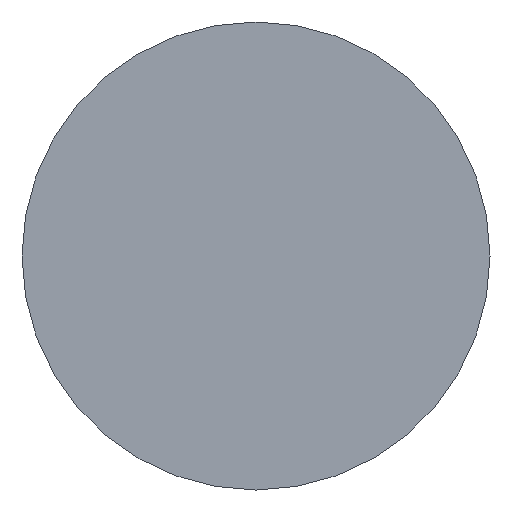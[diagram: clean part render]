
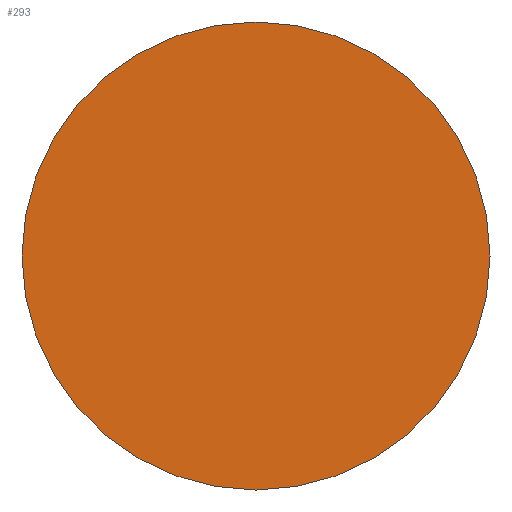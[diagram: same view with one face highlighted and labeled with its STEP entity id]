
A CAD part, front view. The second image highlights one B-rep face of the part: STEP entity #293.
In plain terms, the highlighted planar face has unit normal (0, -1, 0).
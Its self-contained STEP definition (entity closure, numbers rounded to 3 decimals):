
#229=VERTEX_POINT('',#535);
#269=VERTEX_POINT('',#580);
#275=EDGE_CURVE('',#229,#269,#586,.T.);
#279=EDGE_CURVE('',#269,#229,#591,.T.);
#293=ADVANCED_FACE('',(#607),#608,.T.);
#535=CARTESIAN_POINT('',(-7.5,-20.0,0.0));
#580=CARTESIAN_POINT('',(7.5,-20.0,0.));
#586=CIRCLE('',#960,7.5);
#591=CIRCLE('',#966,7.5);
#607=FACE_OUTER_BOUND('',#986,.T.);
#608=PLANE('',#987);
#960=AXIS2_PLACEMENT_3D('',#1349,#1350,#1351);
#966=AXIS2_PLACEMENT_3D('',#1360,#1361,#1362);
#986=EDGE_LOOP('',(#1387,#1388));
#987=AXIS2_PLACEMENT_3D('',#1389,#1390,#1391);
#1349=CARTESIAN_POINT('',(0.,-20.0,0.0));
#1350=DIRECTION('',(0.,-1.0,0.0));
#1351=DIRECTION('',(-1.0,0.,0.0));
#1360=CARTESIAN_POINT('',(0.,-20.0,0.0));
#1361=DIRECTION('',(0.,-1.0,0.0));
#1362=DIRECTION('',(-1.0,0.,0.0));
#1387=ORIENTED_EDGE('',*,*,#275,.T.);
#1388=ORIENTED_EDGE('',*,*,#279,.T.);
#1389=CARTESIAN_POINT('',(0.,-20.0,0.0));
#1390=DIRECTION('',(0.,-1.0,0.0));
#1391=DIRECTION('',(-1.0,0.,0.0));
